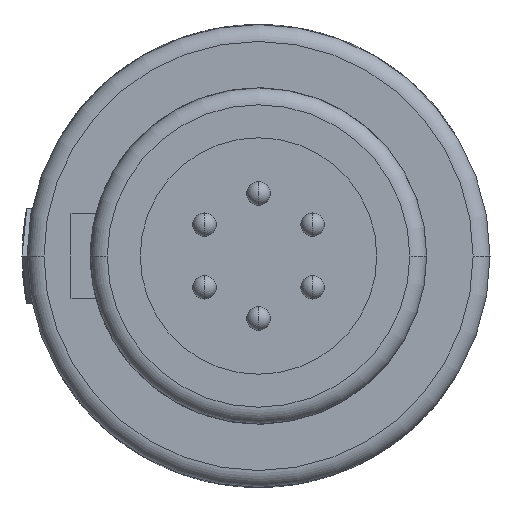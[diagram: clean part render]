
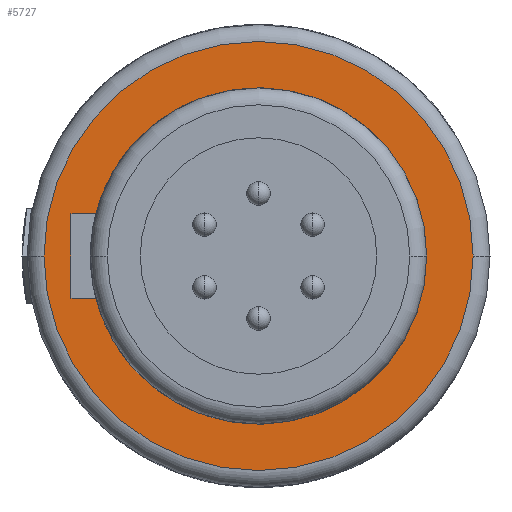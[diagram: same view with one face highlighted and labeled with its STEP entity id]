
A CAD part, left-side view. The second image highlights one B-rep face of the part: STEP entity #5727.
In plain terms, the highlighted planar face has unit normal (-1, 0, 0).
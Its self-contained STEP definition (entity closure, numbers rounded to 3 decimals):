
#1792=CARTESIAN_POINT('',(-6.7,0.,0.));
#1793=DIRECTION('',(-1.,0.,0.));
#1794=DIRECTION('',(0.,-1.,0.));
#1795=AXIS2_PLACEMENT_3D('',#1792,#1793,#1794);
#1797=CARTESIAN_POINT('',(-6.7,0.,0.));
#1798=DIRECTION('',(-1.,0.,0.));
#1799=DIRECTION('',(0.,1.,0.));
#1800=AXIS2_PLACEMENT_3D('',#1797,#1798,#1799);
#1802=DIRECTION('',(0.,1.,0.));
#1803=VECTOR('',#1802,0.735);
#1804=CARTESIAN_POINT('',(-6.7,4.815,-1.25));
#1805=LINE('',#1804,#1803);
#1806=DIRECTION('',(0.,1.,0.));
#1807=VECTOR('',#1806,0.735);
#1808=CARTESIAN_POINT('',(-6.7,4.815,1.25));
#1809=LINE('',#1808,#1807);
#1810=DIRECTION('',(0.,0.,1.));
#1811=VECTOR('',#1810,2.5);
#1812=CARTESIAN_POINT('',(-6.7,5.55,-1.25));
#1813=LINE('',#1812,#1811);
#1839=CARTESIAN_POINT('',(-6.7,0.,0.));
#1840=DIRECTION('',(1.,0.,0.));
#1841=DIRECTION('',(0.,0.968,0.251));
#1842=AXIS2_PLACEMENT_3D('',#1839,#1840,#1841);
#1876=CARTESIAN_POINT('',(-6.7,0.,0.));
#1877=DIRECTION('',(-1.,0.,0.));
#1878=DIRECTION('',(0.,0.968,-0.251));
#1879=AXIS2_PLACEMENT_3D('',#1876,#1877,#1878);
#2983=CARTESIAN_POINT('',(-6.7,-6.35,0.));
#2984=CARTESIAN_POINT('',(-6.7,6.35,0.));
#2985=VERTEX_POINT('',#2983);
#2986=VERTEX_POINT('',#2984);
#2999=CARTESIAN_POINT('',(-6.7,-4.975,0.));
#3000=VERTEX_POINT('',#2999);
#3393=CARTESIAN_POINT('',(-6.7,4.815,-1.25));
#3394=CARTESIAN_POINT('',(-6.7,5.55,-1.25));
#3395=VERTEX_POINT('',#3393);
#3396=VERTEX_POINT('',#3394);
#3397=CARTESIAN_POINT('',(-6.7,4.815,1.25));
#3398=CARTESIAN_POINT('',(-6.7,5.55,1.25));
#3399=VERTEX_POINT('',#3397);
#3400=VERTEX_POINT('',#3398);
#5705=CARTESIAN_POINT('',(-6.7,0.,0.));
#5706=DIRECTION('',(1.,0.,0.));
#5707=DIRECTION('',(0.,-1.,0.));
#5708=AXIS2_PLACEMENT_3D('',#5705,#5706,#5707);
#5709=PLANE('',#5708);
#5711=ORIENTED_EDGE('',*,*,#5710,.F.);
#5712=ORIENTED_EDGE('',*,*,#5688,.F.);
#5713=EDGE_LOOP('',(#5711,#5712));
#5714=FACE_OUTER_BOUND('',#5713,.F.);
#5716=ORIENTED_EDGE('',*,*,#5715,.F.);
#5718=ORIENTED_EDGE('',*,*,#5717,.T.);
#5720=ORIENTED_EDGE('',*,*,#5719,.F.);
#5722=ORIENTED_EDGE('',*,*,#5721,.T.);
#5724=ORIENTED_EDGE('',*,*,#5723,.F.);
#5725=EDGE_LOOP('',(#5716,#5718,#5720,#5722,#5724));
#5726=FACE_BOUND('',#5725,.F.);
#1796=CIRCLE('',#1795,6.35);
#1801=CIRCLE('',#1800,6.35);
#1843=CIRCLE('',#1842,4.975);
#1880=CIRCLE('',#1879,4.975);
#5688=EDGE_CURVE('',#2986,#2985,#1801,.T.);
#5710=EDGE_CURVE('',#2985,#2986,#1796,.T.);
#5715=EDGE_CURVE('',#3395,#3396,#1805,.T.);
#5717=EDGE_CURVE('',#3395,#3000,#1880,.T.);
#5719=EDGE_CURVE('',#3399,#3000,#1843,.T.);
#5721=EDGE_CURVE('',#3399,#3400,#1809,.T.);
#5723=EDGE_CURVE('',#3396,#3400,#1813,.T.);
#5727=ADVANCED_FACE('',(#5714,#5726),#5709,.F.);
